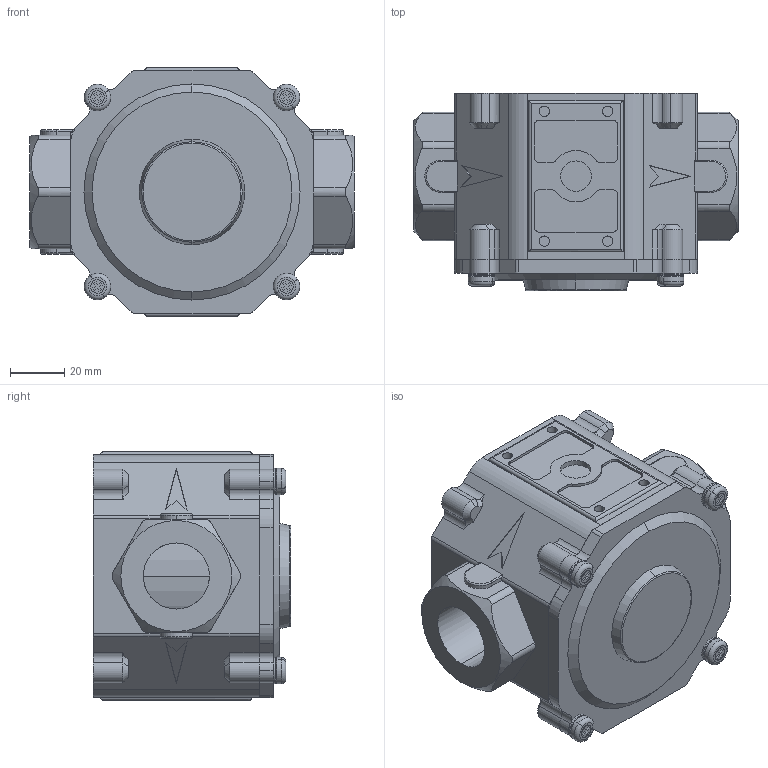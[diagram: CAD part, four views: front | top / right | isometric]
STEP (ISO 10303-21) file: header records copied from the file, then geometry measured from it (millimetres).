
FILE_DESCRIPTION (( 'STEP AP203' ), '1' );
FILE_NAME ('GF20.STEP', '2023-01-27T07:50:46', ( '' ), ( '' ), 'SwSTEP 2.0', 'SolidWorks 2018', '' );
FILE_SCHEMA (( 'CONFIG_CONTROL_DESIGN' ));
Length unit declared in the file: millimetre
Products named in the file (8): 2.16.0023; 2.13.0560; 2.14.0093; GF20; 2.14.0094; 2.13.0569; 2.16.0041; 2.14.0091
Assembly tree (13 placements, depth 2):
  GF20
    2.13.0560  x4
    2.14.0091
    2.14.0093
    2.14.0094
    2.16.0023
    2.16.0041
    2.13.0569  x4
Bounding box: 120 x 73.1 x 92 mm (x, y, z)
Volume: 236574.5 mm3; surface area: 106848.1 mm2
Topology: 13 solids, 13 shells, 1090 faces, 2948 edges, 1926 vertices
Faces by surface type: plane 704, cylinder 259, cone 68, torus 51, sphere 4, bspline 4
Entity records: 32713 total; most frequent: CARTESIAN_POINT 8213, ORIENTED_EDGE 5348, DIRECTION 4457, EDGE_CURVE 2674, VERTEX_POINT 1758, AXIS2_PLACEMENT_3D 1520, LINE 1417, VECTOR 1417
